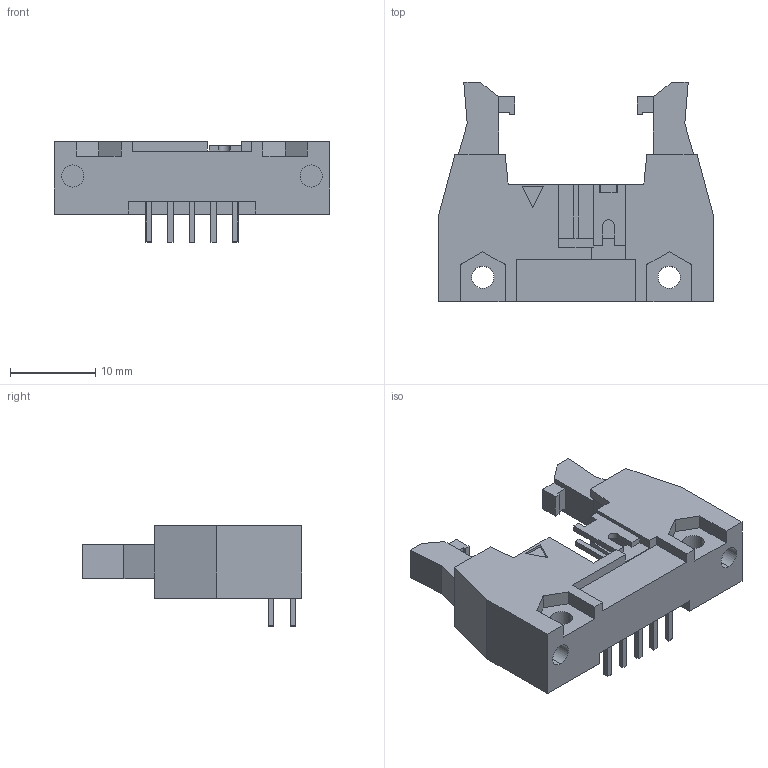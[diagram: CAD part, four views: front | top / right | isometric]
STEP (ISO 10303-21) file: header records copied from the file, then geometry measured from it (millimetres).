
FILE_DESCRIPTION (( 'STEP AP203' ), '1' );
FILE_NAME ('User Library-LP10OEJ.STEP', '2022-04-06T20:12:14', ( '' ), ( '' ), 'SwSTEP 2.0', 'SolidWorks 2021', '' );
FILE_SCHEMA (( 'CONFIG_CONTROL_DESIGN' ));
Length unit declared in the file: millimetre
Products named in the file (3): User Library-LP10OEJ; Fusion; LP10OEJ
Assembly tree (2 placements, depth 2):
  User Library-LP10OEJ
    LP10OEJ
    Fusion
Bounding box: 32.3 x 25.75 x 11.8 mm (x, y, z)
Volume: 3275.2 mm3; surface area: 3068.1 mm2
Topology: 21 solids, 21 shells, 260 faces, 615 edges, 408 vertices
Faces by surface type: plane 251, cylinder 9
Entity records: 7608 total; most frequent: CARTESIAN_POINT 1288, ORIENTED_EDGE 1230, DIRECTION 1163, EDGE_CURVE 615, LINE 597, VECTOR 597, VERTEX_POINT 408, AXIS2_PLACEMENT_3D 283
